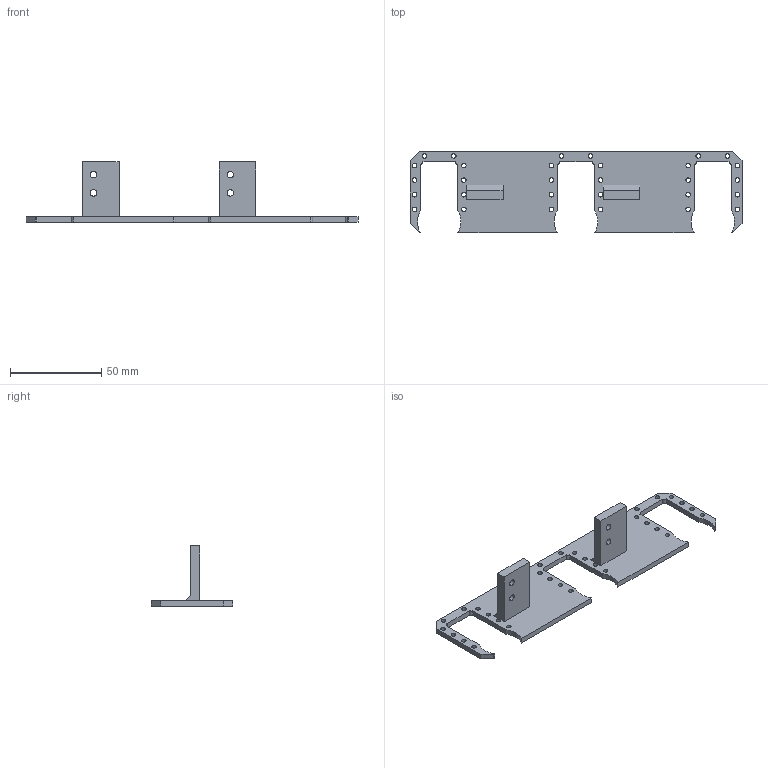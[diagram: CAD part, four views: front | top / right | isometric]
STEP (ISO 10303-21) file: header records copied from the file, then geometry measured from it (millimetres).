
FILE_DESCRIPTION (( 'STEP AP203' ), '1' );
FILE_NAME ('Dynamixel_uchwyt.STEP', '2025-02-21T08:53:41', ( '' ), ( '' ), 'SwSTEP 2.0', 'SolidWorks 2024', '' );
FILE_SCHEMA (( 'CONFIG_CONTROL_DESIGN' ));
Length unit declared in the file: millimetre
Products named in the file (1): Dynamixel_uchwyt
Bounding box: 182 x 44.5 x 33 mm (x, y, z)
Volume: 22071.9 mm3; surface area: 16832 mm2
Topology: 1 solids, 1 shells, 129 faces, 363 edges, 242 vertices
Faces by surface type: cylinder 91, plane 38
Entity records: 4472 total; most frequent: DIRECTION 805, CARTESIAN_POINT 735, ORIENTED_EDGE 726, EDGE_CURVE 363, AXIS2_PLACEMENT_3D 312, VERTEX_POINT 242, EDGE_LOOP 203, CIRCLE 182
